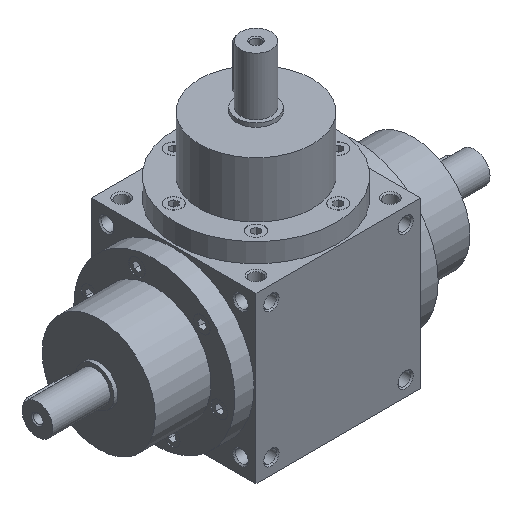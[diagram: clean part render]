
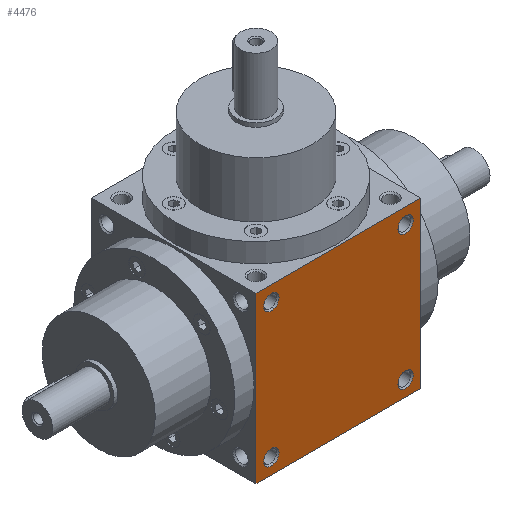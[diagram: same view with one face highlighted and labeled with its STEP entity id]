
A CAD part, isometric view. The second image highlights one B-rep face of the part: STEP entity #4476.
In plain terms, the highlighted planar face has unit normal (0, -1, 0).
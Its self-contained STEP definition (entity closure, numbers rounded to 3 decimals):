
#218=LINE('',#7038,#562);
#221=LINE('',#7052,#565);
#222=LINE('',#7054,#566);
#223=LINE('',#7056,#567);
#562=VECTOR('',#5692,1000.);
#565=VECTOR('',#5705,1000.);
#566=VECTOR('',#5706,1000.);
#567=VECTOR('',#5707,1000.);
#1194=ORIENTED_EDGE('',*,*,#2297,.T.);
#1195=ORIENTED_EDGE('',*,*,#2298,.T.);
#1196=ORIENTED_EDGE('',*,*,#2299,.F.);
#1197=ORIENTED_EDGE('',*,*,#2300,.F.);
#1198=ORIENTED_EDGE('',*,*,#2301,.T.);
#1199=ORIENTED_EDGE('',*,*,#2302,.F.);
#1200=ORIENTED_EDGE('',*,*,#2303,.F.);
#1201=ORIENTED_EDGE('',*,*,#2294,.T.);
#2294=EDGE_CURVE('',#2837,#2836,#218,.T.);
#2297=EDGE_CURVE('',#2839,#2839,#3218,.T.);
#2298=EDGE_CURVE('',#2840,#2840,#3219,.T.);
#2299=EDGE_CURVE('',#2841,#2841,#3220,.T.);
#2300=EDGE_CURVE('',#2842,#2842,#3221,.T.);
#2301=EDGE_CURVE('',#2836,#2843,#221,.T.);
#2302=EDGE_CURVE('',#2844,#2843,#222,.T.);
#2303=EDGE_CURVE('',#2837,#2844,#223,.T.);
#2836=VERTEX_POINT('',#7037);
#2837=VERTEX_POINT('',#7039);
#2839=VERTEX_POINT('',#7045);
#2840=VERTEX_POINT('',#7047);
#2841=VERTEX_POINT('',#7049);
#2842=VERTEX_POINT('',#7051);
#2843=VERTEX_POINT('',#7053);
#2844=VERTEX_POINT('',#7055);
#3218=CIRCLE('',#4952,4.);
#3219=CIRCLE('',#4953,4.);
#3220=CIRCLE('',#4954,4.);
#3221=CIRCLE('',#4955,4.);
#3397=EDGE_LOOP('',(#1194));
#3398=EDGE_LOOP('',(#1195));
#3399=EDGE_LOOP('',(#1196));
#3400=EDGE_LOOP('',(#1197));
#3401=EDGE_LOOP('',(#1198,#1199,#1200,#1201));
#3868=FACE_BOUND('',#3397,.T.);
#3869=FACE_BOUND('',#3398,.T.);
#3870=FACE_BOUND('',#3399,.T.);
#3871=FACE_BOUND('',#3400,.T.);
#3872=FACE_BOUND('',#3401,.T.);
#4272=PLANE('',#4951);
#4476=ADVANCED_FACE('',(#3868,#3869,#3870,#3871,#3872),#4272,.F.);
#4951=AXIS2_PLACEMENT_3D('',#7043,#5695,#5696);
#4952=AXIS2_PLACEMENT_3D('',#7044,#5697,#5698);
#4953=AXIS2_PLACEMENT_3D('',#7046,#5699,#5700);
#4954=AXIS2_PLACEMENT_3D('',#7048,#5701,#5702);
#4955=AXIS2_PLACEMENT_3D('',#7050,#5703,#5704);
#5692=DIRECTION('',(0.,0.,-1.));
#5695=DIRECTION('',(0.,1.,0.));
#5696=DIRECTION('',(0.,0.,1.));
#5697=DIRECTION('',(0.,1.,0.));
#5698=DIRECTION('',(0.,0.,1.));
#5699=DIRECTION('',(0.,1.,0.));
#5700=DIRECTION('',(0.,0.,1.));
#5701=DIRECTION('',(0.,-1.,0.));
#5702=DIRECTION('',(0.,0.,-1.));
#5703=DIRECTION('',(0.,-1.,0.));
#5704=DIRECTION('',(0.,0.,-1.));
#5705=DIRECTION('',(1.,0.,0.));
#5706=DIRECTION('',(0.,0.,-1.));
#5707=DIRECTION('',(1.,0.,0.));
#7037=CARTESIAN_POINT('',(-43.,-43.,-43.));
#7038=CARTESIAN_POINT('',(-43.,-43.,43.));
#7039=CARTESIAN_POINT('',(-43.,-43.,43.));
#7043=CARTESIAN_POINT('',(-43.,-43.,43.));
#7044=CARTESIAN_POINT('',(-35.,-43.,-35.));
#7045=CARTESIAN_POINT('',(-35.,-43.,-31.));
#7046=CARTESIAN_POINT('',(-35.,-43.,35.));
#7047=CARTESIAN_POINT('',(-35.,-43.,39.));
#7048=CARTESIAN_POINT('',(35.,-43.,-35.));
#7049=CARTESIAN_POINT('',(35.,-43.,-39.));
#7050=CARTESIAN_POINT('',(35.,-43.,35.));
#7051=CARTESIAN_POINT('',(35.,-43.,31.));
#7052=CARTESIAN_POINT('',(-43.,-43.,-43.));
#7053=CARTESIAN_POINT('',(43.,-43.,-43.));
#7054=CARTESIAN_POINT('',(43.,-43.,43.));
#7055=CARTESIAN_POINT('',(43.,-43.,43.));
#7056=CARTESIAN_POINT('',(-43.,-43.,43.));
